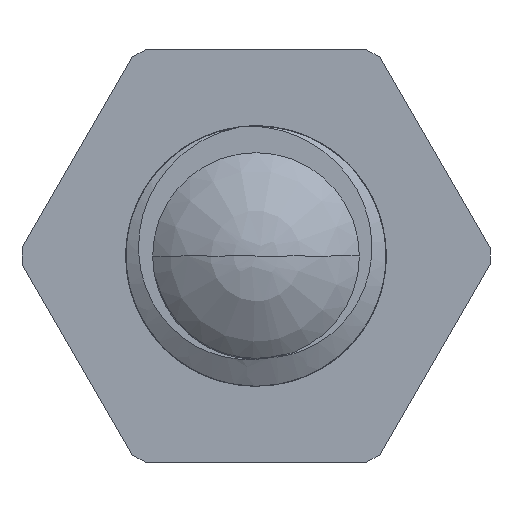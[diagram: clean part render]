
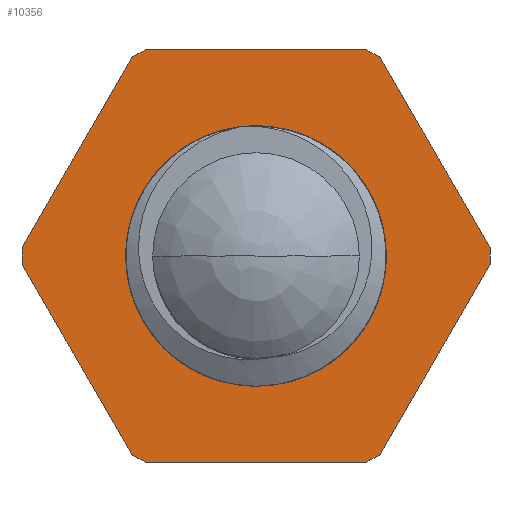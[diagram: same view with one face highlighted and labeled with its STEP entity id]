
A CAD part, left-side view. The second image highlights one B-rep face of the part: STEP entity #10356.
In plain terms, the highlighted face is planar.
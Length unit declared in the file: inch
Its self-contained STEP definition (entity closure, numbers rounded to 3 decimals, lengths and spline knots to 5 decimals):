
#10003=DIRECTION('',(-0.866,0.,-0.5));
#10004=VECTOR('',#10003,0.01966);
#10005=CARTESIAN_POINT('',(-0.13299,0.05,0.25));
#10006=LINE('',#10005,#10004);
#10007=DIRECTION('',(0.5,0.,0.866));
#10008=VECTOR('',#10007,0.26597);
#10009=CARTESIAN_POINT('',(-0.283,0.05,0.00983));
#10010=LINE('',#10009,#10008);
#10011=DIRECTION('',(0.,0.,-1.));
#10012=VECTOR('',#10011,0.01966);
#10013=CARTESIAN_POINT('',(-0.283,0.05,0.00983));
#10014=LINE('',#10013,#10012);
#10015=DIRECTION('',(-0.5,0.,0.866));
#10016=VECTOR('',#10015,0.26597);
#10017=CARTESIAN_POINT('',(-0.15001,0.05,-0.24017));
#10018=LINE('',#10017,#10016);
#10019=DIRECTION('',(0.866,0.,-0.5));
#10020=VECTOR('',#10019,0.01966);
#10021=CARTESIAN_POINT('',(-0.15001,0.05,-0.24017));
#10022=LINE('',#10021,#10020);
#10023=DIRECTION('',(-1.,0.,0.));
#10024=VECTOR('',#10023,0.26597);
#10025=CARTESIAN_POINT('',(0.13299,0.05,-0.25));
#10026=LINE('',#10025,#10024);
#10027=DIRECTION('',(0.866,0.,0.5));
#10028=VECTOR('',#10027,0.01966);
#10029=CARTESIAN_POINT('',(0.13299,0.05,-0.25));
#10030=LINE('',#10029,#10028);
#10031=DIRECTION('',(-0.5,0.,-0.866));
#10032=VECTOR('',#10031,0.26597);
#10033=CARTESIAN_POINT('',(0.283,0.05,-0.00983));
#10034=LINE('',#10033,#10032);
#10035=DIRECTION('',(0.,0.,1.));
#10036=VECTOR('',#10035,0.01966);
#10037=CARTESIAN_POINT('',(0.283,0.05,-0.00983));
#10038=LINE('',#10037,#10036);
#10039=DIRECTION('',(0.5,0.,-0.866));
#10040=VECTOR('',#10039,0.26597);
#10041=CARTESIAN_POINT('',(0.15001,0.05,0.24017));
#10042=LINE('',#10041,#10040);
#10043=DIRECTION('',(-0.866,0.,0.5));
#10044=VECTOR('',#10043,0.01966);
#10045=CARTESIAN_POINT('',(0.15001,0.05,0.24017));
#10046=LINE('',#10045,#10044);
#10047=DIRECTION('',(1.,0.,0.));
#10048=VECTOR('',#10047,0.26597);
#10049=CARTESIAN_POINT('',(-0.13299,0.05,0.25));
#10050=LINE('',#10049,#10048);
#10051=CARTESIAN_POINT('',(0.,0.05,0.));
#10052=DIRECTION('',(0.,1.,0.));
#10053=DIRECTION('',(1.,0.,0.));
#10054=AXIS2_PLACEMENT_3D('',#10051,#10052,#10053);
#10056=CARTESIAN_POINT('',(0.,0.05,0.));
#10057=DIRECTION('',(0.,1.,0.));
#10058=DIRECTION('',(-1.,0.,0.));
#10059=AXIS2_PLACEMENT_3D('',#10056,#10057,#10058);
#10073=CARTESIAN_POINT('',(0.1378,0.05,0.));
#10074=CARTESIAN_POINT('',(-0.1378,0.05,0.));
#10075=VERTEX_POINT('',#10073);
#10076=VERTEX_POINT('',#10074);
#10101=CARTESIAN_POINT('',(-0.13299,0.05,0.25));
#10102=CARTESIAN_POINT('',(-0.15001,0.05,0.24017));
#10103=VERTEX_POINT('',#10101);
#10104=VERTEX_POINT('',#10102);
#10105=CARTESIAN_POINT('',(0.15001,0.05,0.24017));
#10106=CARTESIAN_POINT('',(0.13299,0.05,0.25));
#10107=VERTEX_POINT('',#10105);
#10108=VERTEX_POINT('',#10106);
#10109=CARTESIAN_POINT('',(0.283,0.05,-0.00983));
#10110=CARTESIAN_POINT('',(0.283,0.05,0.00983));
#10111=VERTEX_POINT('',#10109);
#10112=VERTEX_POINT('',#10110);
#10113=CARTESIAN_POINT('',(0.13299,0.05,-0.25));
#10114=CARTESIAN_POINT('',(0.15001,0.05,-0.24017));
#10115=VERTEX_POINT('',#10113);
#10116=VERTEX_POINT('',#10114);
#10117=CARTESIAN_POINT('',(-0.15001,0.05,-0.24017));
#10118=CARTESIAN_POINT('',(-0.13299,0.05,-0.25));
#10119=VERTEX_POINT('',#10117);
#10120=VERTEX_POINT('',#10118);
#10121=CARTESIAN_POINT('',(-0.283,0.05,0.00983));
#10122=CARTESIAN_POINT('',(-0.283,0.05,-0.00983));
#10123=VERTEX_POINT('',#10121);
#10124=VERTEX_POINT('',#10122);
#10331=CARTESIAN_POINT('',(0.,0.05,0.));
#10332=DIRECTION('',(0.,1.,0.));
#10333=DIRECTION('',(1.,0.,0.));
#10334=AXIS2_PLACEMENT_3D('',#10331,#10332,#10333);
#10335=PLANE('',#10334);
#10336=ORIENTED_EDGE('',*,*,#10171,.T.);
#10337=ORIENTED_EDGE('',*,*,#10187,.F.);
#10338=ORIENTED_EDGE('',*,*,#10200,.T.);
#10339=ORIENTED_EDGE('',*,*,#10213,.F.);
#10340=ORIENTED_EDGE('',*,*,#10228,.T.);
#10341=ORIENTED_EDGE('',*,*,#10241,.F.);
#10342=ORIENTED_EDGE('',*,*,#10256,.T.);
#10343=ORIENTED_EDGE('',*,*,#10269,.F.);
#10344=ORIENTED_EDGE('',*,*,#10284,.T.);
#10345=ORIENTED_EDGE('',*,*,#10297,.F.);
#10346=ORIENTED_EDGE('',*,*,#10312,.T.);
#10347=ORIENTED_EDGE('',*,*,#10324,.F.);
#10348=EDGE_LOOP('',(#10336,#10337,#10338,#10339,#10340,#10341,#10342,#10343,
#10344,#10345,#10346,#10347));
#10349=FACE_OUTER_BOUND('',#10348,.F.);
#10351=ORIENTED_EDGE('',*,*,#10350,.T.);
#10353=ORIENTED_EDGE('',*,*,#10352,.T.);
#10354=EDGE_LOOP('',(#10351,#10353));
#10355=FACE_BOUND('',#10354,.F.);
#10356=ADVANCED_FACE('',(#10349,#10355),#10335,.T.);
#10055=CIRCLE('',#10054,0.1378);
#10060=CIRCLE('',#10059,0.1378);
#10171=EDGE_CURVE('',#10103,#10104,#10006,.T.);
#10187=EDGE_CURVE('',#10123,#10104,#10010,.T.);
#10200=EDGE_CURVE('',#10123,#10124,#10014,.T.);
#10213=EDGE_CURVE('',#10119,#10124,#10018,.T.);
#10228=EDGE_CURVE('',#10119,#10120,#10022,.T.);
#10241=EDGE_CURVE('',#10115,#10120,#10026,.T.);
#10256=EDGE_CURVE('',#10115,#10116,#10030,.T.);
#10269=EDGE_CURVE('',#10111,#10116,#10034,.T.);
#10284=EDGE_CURVE('',#10111,#10112,#10038,.T.);
#10297=EDGE_CURVE('',#10107,#10112,#10042,.T.);
#10312=EDGE_CURVE('',#10107,#10108,#10046,.T.);
#10324=EDGE_CURVE('',#10103,#10108,#10050,.T.);
#10350=EDGE_CURVE('',#10075,#10076,#10055,.T.);
#10352=EDGE_CURVE('',#10076,#10075,#10060,.T.);
